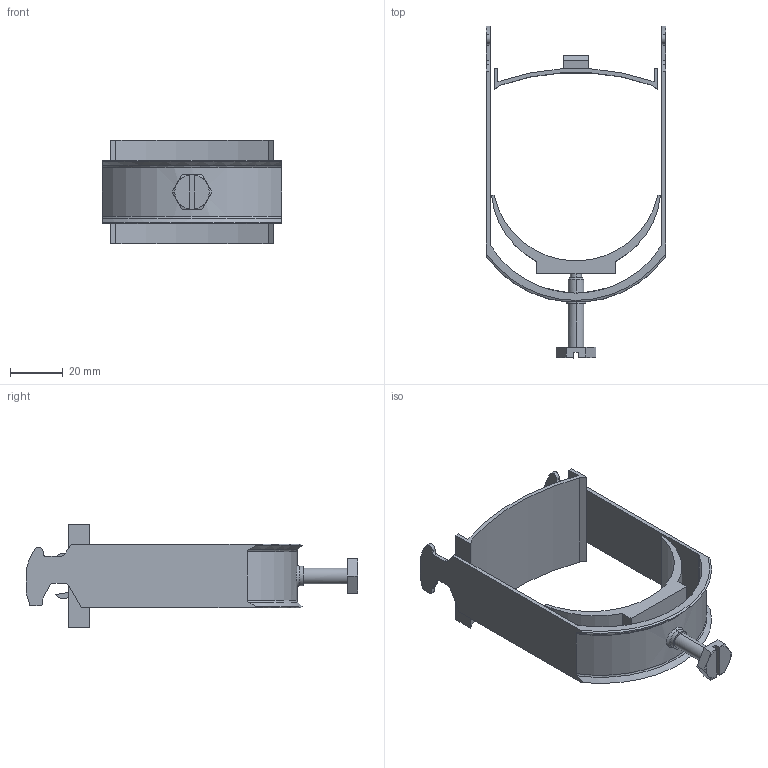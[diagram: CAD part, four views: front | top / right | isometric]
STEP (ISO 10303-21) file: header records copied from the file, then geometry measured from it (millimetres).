
FILE_DESCRIPTION (( 'STEP AP203' ), '1' );
FILE_NAME ('U6129706020 Çàæèì êàáåëüíûé äëÿ Ñ-îáðàçíûõ øèí 50-64.STEP', '2022-04-25T10:54:50', ( '' ), ( '' ), 'SwSTEP 2.0', 'SolidWorks 2017', '' );
FILE_SCHEMA (( 'CONFIG_CONTROL_DESIGN' ));
Length unit declared in the file: millimetre
Products named in the file (3): U6129706020 Çàæèì êàáåëüíûé äëÿ Ñ-îáðàçíûõ øèí 50-64; _7099.000_P2; _7099.000_P1
Assembly tree (2 placements, depth 2):
  U6129706020 Çàæèì êàáåëüíûé äëÿ Ñ-îáðàçíûõ øèí 50-64
    _7099.000_P1
    _7099.000_P2
Bounding box: 68 x 125.5 x 39 mm (x, y, z)
Volume: 22269.7 mm3; surface area: 24787.1 mm2
Topology: 2 solids, 2 shells, 122 faces, 320 edges, 209 vertices
Faces by surface type: plane 66, cylinder 37, cone 15, bspline 4
Entity records: 4602 total; most frequent: CARTESIAN_POINT 1347, ORIENTED_EDGE 640, DIRECTION 585, EDGE_CURVE 320, VERTEX_POINT 209, AXIS2_PLACEMENT_3D 195, VECTOR 195, LINE 195
